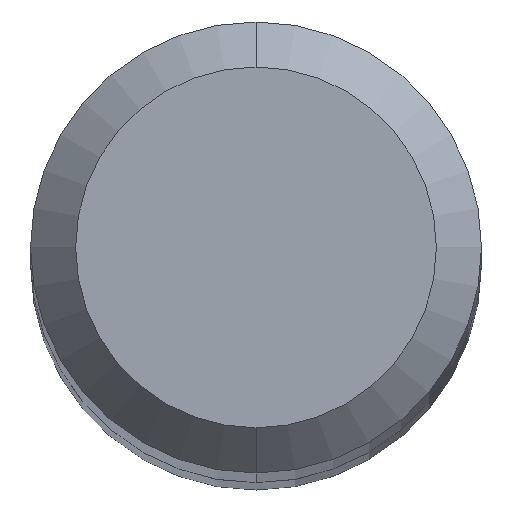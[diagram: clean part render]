
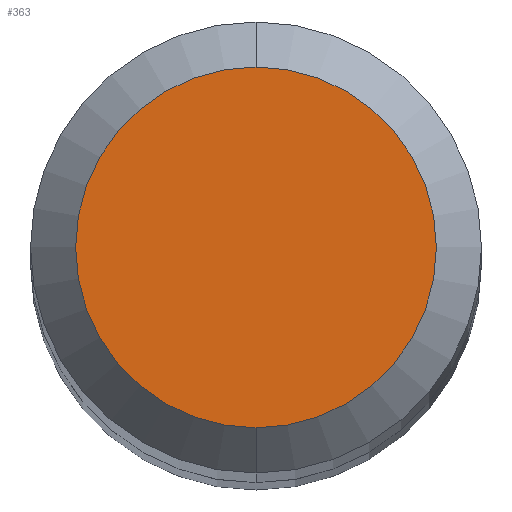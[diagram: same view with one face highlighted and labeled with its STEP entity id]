
A CAD part, top view. The second image highlights one B-rep face of the part: STEP entity #363.
In plain terms, the highlighted planar face has unit normal (0, 0, 1).
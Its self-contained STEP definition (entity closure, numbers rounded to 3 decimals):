
#201=VERTEX_POINT('',#478);
#221=EDGE_CURVE('',#267,#201,#499,.T.);
#241=EDGE_CURVE('',#201,#267,#519,.T.);
#267=VERTEX_POINT('',#548);
#363=ADVANCED_FACE('',(#656),#657,.T.);
#478=CARTESIAN_POINT('',(0.,-1.2,0.0));
#499=CIRCLE('',#863,1.2);
#519=CIRCLE('',#906,1.2);
#548=CARTESIAN_POINT('',(0.0,1.2,0.0));
#656=FACE_OUTER_BOUND('',#1215,.T.);
#657=PLANE('',#1216);
#863=AXIS2_PLACEMENT_3D('',#1360,#1361,#1362);
#906=AXIS2_PLACEMENT_3D('',#1372,#1373,#1374);
#1215=EDGE_LOOP('',(#1518,#1519));
#1216=AXIS2_PLACEMENT_3D('',#1520,#1521,#1522);
#1360=CARTESIAN_POINT('',(0.0,0.0,0.0));
#1361=DIRECTION('',(0.0,0.0,-1.0));
#1362=DIRECTION('',(0.0,1.0,0.0));
#1372=CARTESIAN_POINT('',(0.0,0.0,0.0));
#1373=DIRECTION('',(0.0,0.0,-1.0));
#1374=DIRECTION('',(0.0,1.0,0.0));
#1518=ORIENTED_EDGE('',*,*,#221,.F.);
#1519=ORIENTED_EDGE('',*,*,#241,.F.);
#1520=CARTESIAN_POINT('',(0.0,0.6,0.0));
#1521=DIRECTION('',(-0.0,0.0,1.0));
#1522=DIRECTION('',(0.0,-1.0,0.0));
